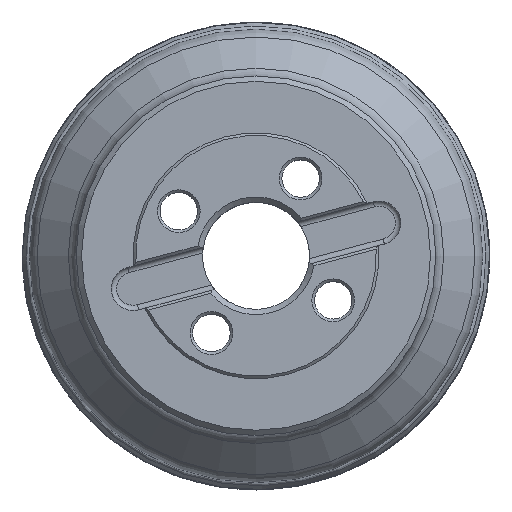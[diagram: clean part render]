
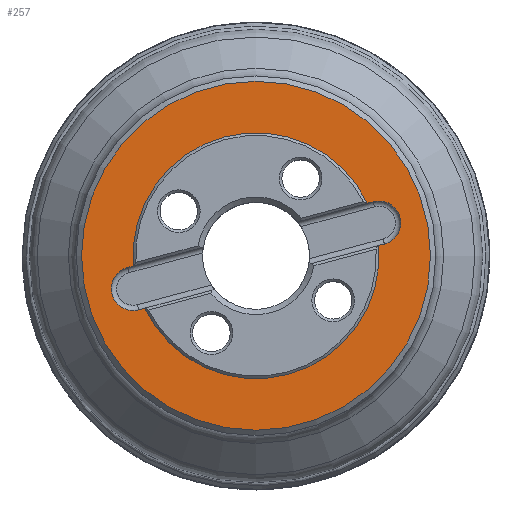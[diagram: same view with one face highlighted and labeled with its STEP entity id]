
A CAD part, top view. The second image highlights one B-rep face of the part: STEP entity #257.
In plain terms, the highlighted planar face has unit normal (0, 0, 1).
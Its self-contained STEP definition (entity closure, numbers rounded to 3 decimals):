
#194=PLANE('',#1527);
#257=ADVANCED_FACE('',(#473,#474),#194,.T.);
#369=LINE('',#2707,#411);
#370=LINE('',#2711,#412);
#371=LINE('',#2715,#413);
#372=LINE('',#2719,#414);
#411=VECTOR('',#1802,1.);
#412=VECTOR('',#1805,1.);
#413=VECTOR('',#1808,1.);
#414=VECTOR('',#1811,1.);
#473=FACE_BOUND('',#581,.T.);
#474=FACE_BOUND('',#582,.T.);
#581=EDGE_LOOP('',(#809));
#582=EDGE_LOOP('',(#810,#811,#812,#813,#814,#815,#816,#817));
#809=ORIENTED_EDGE('',*,*,#1277,.T.);
#810=ORIENTED_EDGE('',*,*,#1278,.T.);
#811=ORIENTED_EDGE('',*,*,#1279,.T.);
#812=ORIENTED_EDGE('',*,*,#1280,.T.);
#813=ORIENTED_EDGE('',*,*,#1281,.T.);
#814=ORIENTED_EDGE('',*,*,#1282,.T.);
#815=ORIENTED_EDGE('',*,*,#1283,.T.);
#816=ORIENTED_EDGE('',*,*,#1284,.T.);
#817=ORIENTED_EDGE('',*,*,#1285,.T.);
#1129=VERTEX_POINT('',#2703);
#1130=VERTEX_POINT('',#2705);
#1131=VERTEX_POINT('',#2706);
#1132=VERTEX_POINT('',#2708);
#1133=VERTEX_POINT('',#2710);
#1134=VERTEX_POINT('',#2712);
#1135=VERTEX_POINT('',#2714);
#1136=VERTEX_POINT('',#2716);
#1137=VERTEX_POINT('',#2718);
#1277=EDGE_CURVE('',#1129,#1129,#1411,.T.);
#1278=EDGE_CURVE('',#1130,#1131,#1412,.T.);
#1279=EDGE_CURVE('',#1131,#1132,#369,.T.);
#1280=EDGE_CURVE('',#1132,#1133,#1413,.T.);
#1281=EDGE_CURVE('',#1133,#1134,#370,.T.);
#1282=EDGE_CURVE('',#1134,#1135,#1414,.T.);
#1283=EDGE_CURVE('',#1135,#1136,#371,.T.);
#1284=EDGE_CURVE('',#1136,#1137,#1415,.T.);
#1285=EDGE_CURVE('',#1137,#1130,#372,.T.);
#1411=CIRCLE('',#1522,65.25);
#1412=CIRCLE('',#1523,46.);
#1413=CIRCLE('',#1524,8.2);
#1414=CIRCLE('',#1525,46.);
#1415=CIRCLE('',#1526,8.2);
#1522=AXIS2_PLACEMENT_3D('',#2702,#1798,#1799);
#1523=AXIS2_PLACEMENT_3D('',#2704,#1800,#1801);
#1524=AXIS2_PLACEMENT_3D('',#2709,#1803,#1804);
#1525=AXIS2_PLACEMENT_3D('',#2713,#1806,#1807);
#1526=AXIS2_PLACEMENT_3D('',#2717,#1809,#1810);
#1527=AXIS2_PLACEMENT_3D('',#2720,#1812,#1813);
#1798=DIRECTION('',(0.,0.,1.));
#1799=DIRECTION('',(-1.,0.,0.));
#1800=DIRECTION('',(0.,0.,-1.));
#1801=DIRECTION('',(1.,0.,0.));
#1802=DIRECTION('',(-0.966,-0.259,0.));
#1803=DIRECTION('',(0.,0.,-1.));
#1804=DIRECTION('',(-1.,0.,0.));
#1805=DIRECTION('',(0.966,0.259,0.));
#1806=DIRECTION('',(0.,0.,-1.));
#1807=DIRECTION('',(1.,0.,0.));
#1808=DIRECTION('',(0.966,0.259,0.));
#1809=DIRECTION('',(0.,0.,-1.));
#1810=DIRECTION('',(-1.,0.,0.));
#1811=DIRECTION('',(-0.966,-0.259,0.));
#1812=DIRECTION('',(0.,0.,1.));
#1813=DIRECTION('',(-1.,0.,0.));
#2702=CARTESIAN_POINT('',(0.,0.,0.));
#2703=CARTESIAN_POINT('',(-65.25,0.,0.));
#2704=CARTESIAN_POINT('',(0.,0.,0.));
#2705=CARTESIAN_POINT('',(45.843,3.794,0.));
#2706=CARTESIAN_POINT('',(-41.599,-19.636,0.));
#2707=CARTESIAN_POINT('',(-60.623,-24.733,0.));
#2708=CARTESIAN_POINT('',(-43.807,-20.227,0.));
#2709=CARTESIAN_POINT('',(-45.93,-12.307,0.));
#2710=CARTESIAN_POINT('',(-48.052,-4.386,0.));
#2711=CARTESIAN_POINT('',(-64.867,-8.892,0.));
#2712=CARTESIAN_POINT('',(-45.843,-3.794,0.));
#2713=CARTESIAN_POINT('',(0.,0.,0.));
#2714=CARTESIAN_POINT('',(41.599,19.636,0.));
#2715=CARTESIAN_POINT('',(-64.867,-8.892,0.));
#2716=CARTESIAN_POINT('',(43.807,20.227,0.));
#2717=CARTESIAN_POINT('',(45.93,12.307,0.));
#2718=CARTESIAN_POINT('',(48.052,4.386,0.));
#2719=CARTESIAN_POINT('',(-60.623,-24.733,0.));
#2720=CARTESIAN_POINT('',(-67.25,0.,0.));
